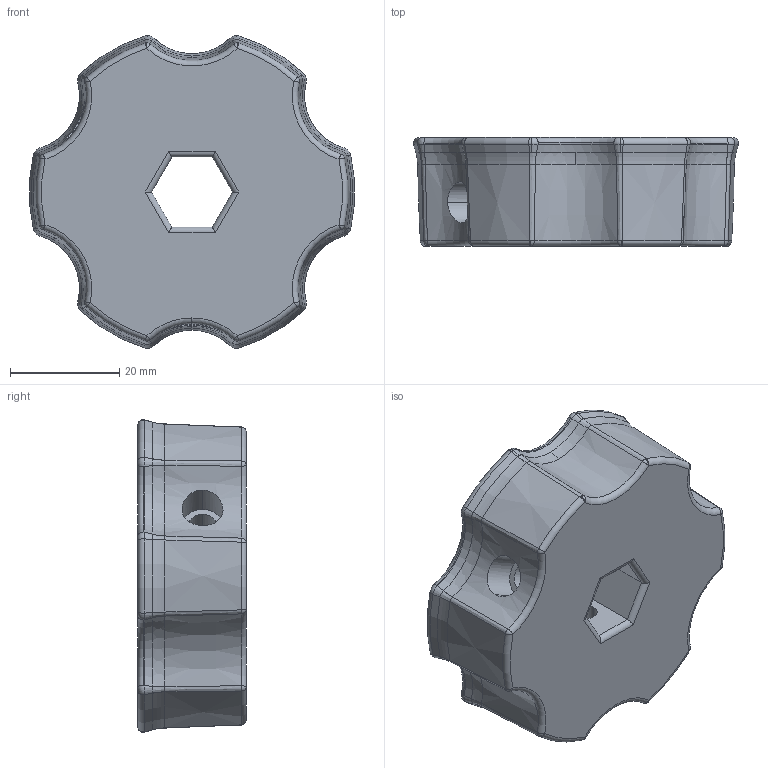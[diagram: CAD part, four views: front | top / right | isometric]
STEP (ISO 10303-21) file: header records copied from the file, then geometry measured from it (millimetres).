
FILE_DESCRIPTION (( 'STEP AP203' ), '1' );
FILE_NAME ('cople_wheel_hex_expand.STEP', '2025-08-20T23:35:06', ( '' ), ( '' ), 'SwSTEP 2.0', 'SolidWorks 2024', '' );
FILE_SCHEMA (( 'CONFIG_CONTROL_DESIGN' ));
Length unit declared in the file: millimetre
Products named in the file (1): cople_wheel_hex_expand
Bounding box: 59.39 x 19.85 x 57.16 mm (x, y, z)
Volume: 41229.8 mm3; surface area: 10571.4 mm2
Topology: 1 solids, 1 shells, 237 faces, 531 edges, 311 vertices
Faces by surface type: torus 63, cylinder 48, bspline 48, cone 40, plane 24, sphere 14
Entity records: 7860 total; most frequent: CARTESIAN_POINT 2694, DIRECTION 1115, ORIENTED_EDGE 1062, EDGE_CURVE 531, AXIS2_PLACEMENT_3D 510, CIRCLE 320, VERTEX_POINT 311, EDGE_LOOP 258
